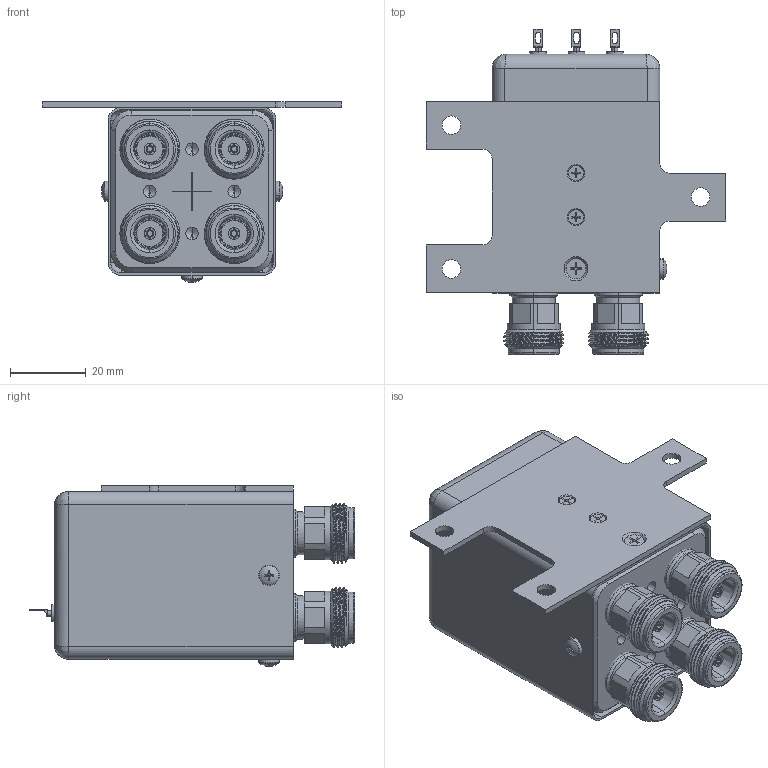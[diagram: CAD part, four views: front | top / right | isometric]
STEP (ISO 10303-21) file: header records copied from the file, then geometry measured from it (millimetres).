
FILE_DESCRIPTION (( 'STEP AP214' ), '1' );
FILE_NAME ('FMSW6635_3D.step', '2025-01-08T23:32:18', ( '' ), ( '' ), 'SwSTEP 2.0', 'SolidWorks 2022', '' );
FILE_SCHEMA (( 'AUTOMOTIVE_DESIGN' ));
Length unit declared in the file: inch
Products named in the file (9): A12075Y05_-202^FMSW6635; NEW N connector^FMSW6635; B22064002^FMSW6635; B2202100X^FMSW6635; A12075Y05_-402^FMSW6635; FMSW6635_3D; R040691-e360_-03^FMSW6635; B22061003(______)_-2h^FMSW6635; A12075Y04_-401^FMSW6635
Assembly tree (16 placements, depth 2):
  FMSW6635_3D
    B2202100X^FMSW6635
    NEW N connector^FMSW6635  x4
    B22061003(______)_-2h^FMSW6635
    B22064002^FMSW6635
    R040691-e360_-03^FMSW6635  x3
    A12075Y05_-402^FMSW6635
    A12075Y04_-401^FMSW6635  x3
    A12075Y05_-202^FMSW6635  x2
Bounding box: 79.25 x 86.11 x 47.86 mm (x, y, z)
Volume: 41691.2 mm3; surface area: 48652.5 mm2
Topology: 16 solids, 16 shells, 853 faces, 2119 edges, 1330 vertices
Faces by surface type: plane 308, cylinder 290, cone 140, bspline 74, torus 38, sphere 3
Entity records: 15923 total; most frequent: CARTESIAN_POINT 5736, DIRECTION 2041, ORIENTED_EDGE 1998, EDGE_CURVE 999, AXIS2_PLACEMENT_3D 794, VERTEX_POINT 639, EDGE_LOOP 502, LINE 453
